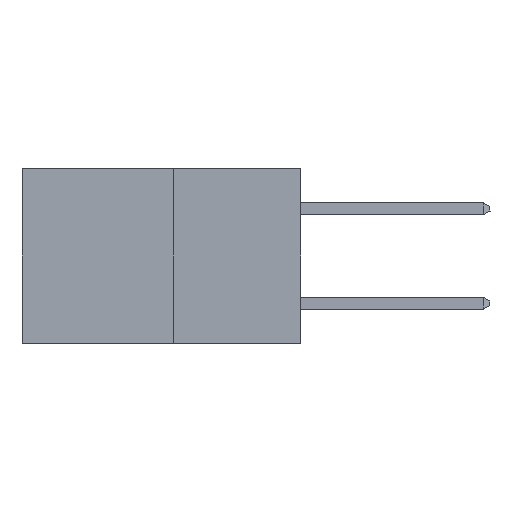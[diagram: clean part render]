
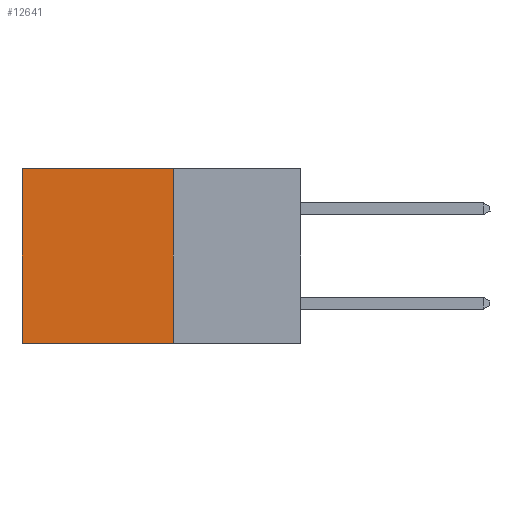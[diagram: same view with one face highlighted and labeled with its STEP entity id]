
A CAD part, left-side view. The second image highlights one B-rep face of the part: STEP entity #12641.
In plain terms, the highlighted planar face has unit normal (-1, 0, 0).
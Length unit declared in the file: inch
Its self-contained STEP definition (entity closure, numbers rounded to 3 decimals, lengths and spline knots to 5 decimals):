
#1501 = CARTESIAN_POINT ( 'NONE',  ( 0.277, 0.27, 0. ) ) ;
#1645 = EDGE_CURVE ( 'NONE', #11783, #10434, #3147, .T. ) ;
#1672 = ORIENTED_EDGE ( 'NONE', *, *, #19002, .T. ) ;
#3147 = LINE ( 'NONE', #17475, #20283 ) ;
#4204 = ORIENTED_EDGE ( 'NONE', *, *, #1645, .F. ) ;
#4749 = VECTOR ( 'NONE', #18906, 39.37008 ) ;
#5011 = EDGE_CURVE ( 'NONE', #10434, #5555, #14128, .T. ) ;
#5348 = PLANE ( 'NONE',  #13015 ) ;
#5555 = VERTEX_POINT ( 'NONE', #9381 ) ;
#5662 = VECTOR ( 'NONE', #7115, 39.37008 ) ;
#7115 = DIRECTION ( 'NONE',  ( 0., 1., 0. ) ) ;
#7727 = ORIENTED_EDGE ( 'NONE', *, *, #19558, .T. ) ;
#7766 = CARTESIAN_POINT ( 'NONE',  ( 0.277, 0.59, -0.37 ) ) ;
#8595 = DIRECTION ( 'NONE',  ( 0., 0., -1. ) ) ;
#9381 = CARTESIAN_POINT ( 'NONE',  ( 0.277, 0.59, -0.37 ) ) ;
#9438 = ORIENTED_EDGE ( 'NONE', *, *, #5011, .F. ) ;
#10065 = VECTOR ( 'NONE', #17354, 39.37008 ) ;
#10124 = CARTESIAN_POINT ( 'NONE',  ( 0.277, 0.27, -0.37 ) ) ;
#10255 = VERTEX_POINT ( 'NONE', #13279 ) ;
#10434 = VERTEX_POINT ( 'NONE', #18488 ) ;
#11783 = VERTEX_POINT ( 'NONE', #1501 ) ;
#12641 = ADVANCED_FACE ( 'NONE', ( #16025 ), #5348, .F. ) ;
#13015 = AXIS2_PLACEMENT_3D ( 'NONE', #10124, #18127, #8595 ) ;
#13279 = CARTESIAN_POINT ( 'NONE',  ( 0.277, 0.59, 0. ) ) ;
#14128 = LINE ( 'NONE', #19705, #5662 ) ;
#14282 = LINE ( 'NONE', #15732, #10065 ) ;
#15732 = CARTESIAN_POINT ( 'NONE',  ( 0.277, 0.27, 0. ) ) ;
#16025 = FACE_OUTER_BOUND ( 'NONE', #17670, .T. ) ;
#17354 = DIRECTION ( 'NONE',  ( 0., 1., 0. ) ) ;
#17414 = DIRECTION ( 'NONE',  ( 0., 0., -1. ) ) ;
#17475 = CARTESIAN_POINT ( 'NONE',  ( 0.277, 0.27, -0.37 ) ) ;
#17670 = EDGE_LOOP ( 'NONE', ( #7727, #9438, #4204, #1672 ) ) ;
#18127 = DIRECTION ( 'NONE',  ( 1., 0., 0. ) ) ;
#18488 = CARTESIAN_POINT ( 'NONE',  ( 0.277, 0.27, -0.37 ) ) ;
#18906 = DIRECTION ( 'NONE',  ( 0., 0., -1. ) ) ;
#19002 = EDGE_CURVE ( 'NONE', #11783, #10255, #14282, .T. ) ;
#19558 = EDGE_CURVE ( 'NONE', #10255, #5555, #20776, .T. ) ;
#19705 = CARTESIAN_POINT ( 'NONE',  ( 0.277, 0.27, -0.37 ) ) ;
#20283 = VECTOR ( 'NONE', #17414, 39.37008 ) ;
#20776 = LINE ( 'NONE', #7766, #4749 ) ;
